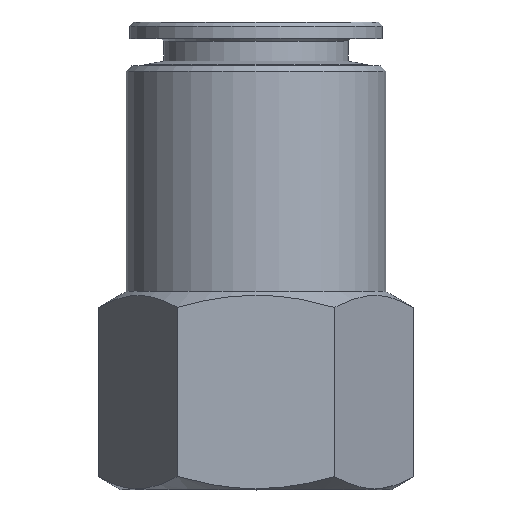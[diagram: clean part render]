
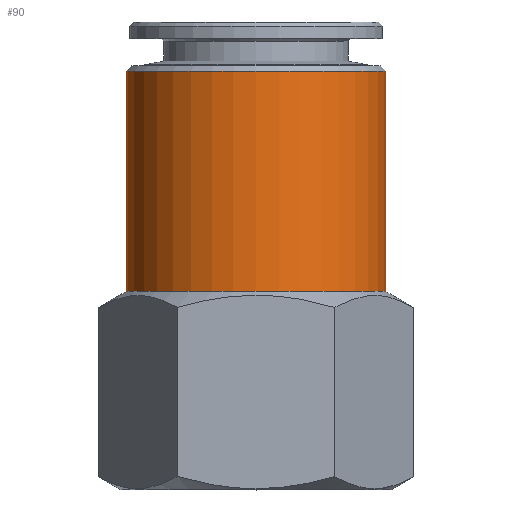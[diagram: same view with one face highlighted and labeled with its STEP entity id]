
A CAD part, top view. The second image highlights one B-rep face of the part: STEP entity #90.
In plain terms, the highlighted cylindrical face has radius 9.5 mm (diameter 19 mm), a full revolution.
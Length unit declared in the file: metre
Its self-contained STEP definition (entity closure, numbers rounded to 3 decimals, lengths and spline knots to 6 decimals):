
#90 = ADVANCED_FACE( 'NONE', ( #196, #197 ), #198, .T. );
#196 = FACE_OUTER_BOUND( '', #309, .T. );
#197 = FACE_OUTER_BOUND( '', #310, .T. );
#198 = CYLINDRICAL_SURFACE( '', #311, 0.0095 );
#309 = EDGE_LOOP( '', ( #480 ) );
#310 = EDGE_LOOP( '', ( #481 ) );
#311 = AXIS2_PLACEMENT_3D( '', #482, #483, #484 );
#480 = ORIENTED_EDGE( '', *, *, #602, .F. );
#481 = ORIENTED_EDGE( '', *, *, #583, .T. );
#482 = CARTESIAN_POINT( '', ( 0., -0.003305, 0. ) );
#483 = DIRECTION( '', ( 0., 1., 0. ) );
#484 = DIRECTION( '', ( 0., 0., -1. ) );
#583 = EDGE_CURVE( 'NONE', #680, #680, #681, .T. );
#602 = EDGE_CURVE( 'NONE', #708, #708, #709, .T. );
#680 = VERTEX_POINT( '', #874 );
#681 = CIRCLE( '', #875, 0.0095 );
#708 = VERTEX_POINT( '', #910 );
#709 = CIRCLE( '', #911, 0.0095 );
#874 = CARTESIAN_POINT( '', ( 0., 0.0306, -0.0095 ) );
#875 = AXIS2_PLACEMENT_3D( '', #967, #968, #969 );
#910 = CARTESIAN_POINT( '', ( 0., 0.0145, -0.0095 ) );
#911 = AXIS2_PLACEMENT_3D( '', #994, #995, #996 );
#967 = CARTESIAN_POINT( '', ( 0., 0.0306, 0. ) );
#968 = DIRECTION( '', ( 0., -1., 0. ) );
#969 = DIRECTION( '', ( 0., 0., -1. ) );
#994 = CARTESIAN_POINT( '', ( 0., 0.0145, 0. ) );
#995 = DIRECTION( '', ( 0., -1., 0. ) );
#996 = DIRECTION( '', ( 0., 0., -1. ) );
